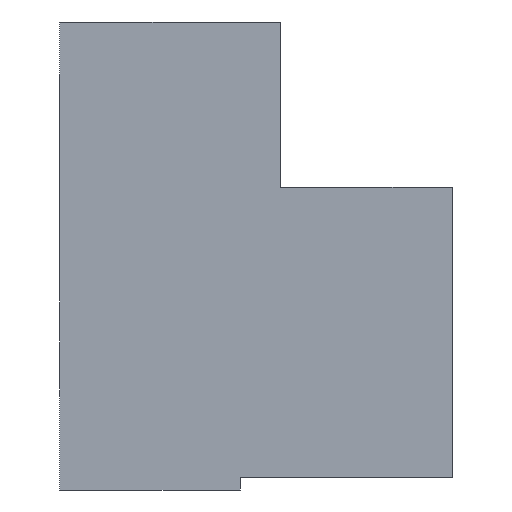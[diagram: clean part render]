
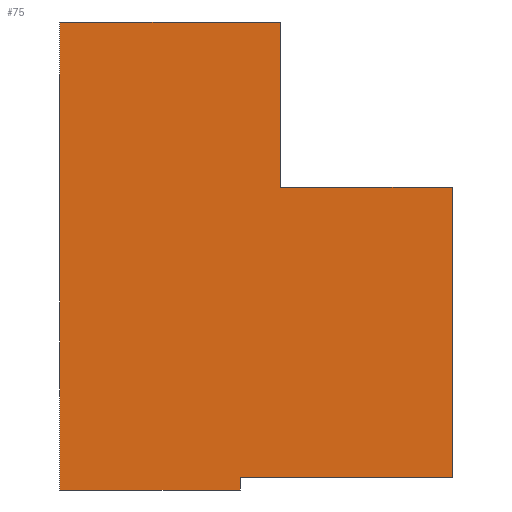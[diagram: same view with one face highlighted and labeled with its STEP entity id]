
A CAD part, front view. The second image highlights one B-rep face of the part: STEP entity #75.
In plain terms, the highlighted planar face has unit normal (0, -1, 0).
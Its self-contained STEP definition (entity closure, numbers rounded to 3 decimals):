
#75=ADVANCED_FACE('',(#97),#91,.T.);
#91=PLANE('',#358);
#97=FACE_OUTER_BOUND('',#114,.T.);
#114=EDGE_LOOP('',(#224,#225,#226,#227,#228,#229,#230,#231));
#133=LINE('',#457,#159);
#137=LINE('',#470,#163);
#141=LINE('',#478,#167);
#144=LINE('',#484,#170);
#147=LINE('',#492,#173);
#150=LINE('',#500,#176);
#153=LINE('',#506,#179);
#155=LINE('',#511,#181);
#159=VECTOR('',#376,1.);
#163=VECTOR('',#386,1.);
#167=VECTOR('',#392,1.);
#170=VECTOR('',#397,1.);
#173=VECTOR('',#404,1.);
#176=VECTOR('',#411,1.);
#179=VECTOR('',#418,1.);
#181=VECTOR('',#424,1.);
#224=ORIENTED_EDGE('',*,*,#293,.T.);
#225=ORIENTED_EDGE('',*,*,#297,.T.);
#226=ORIENTED_EDGE('',*,*,#300,.T.);
#227=ORIENTED_EDGE('',*,*,#304,.T.);
#228=ORIENTED_EDGE('',*,*,#308,.T.);
#229=ORIENTED_EDGE('',*,*,#312,.T.);
#230=ORIENTED_EDGE('',*,*,#287,.T.);
#231=ORIENTED_EDGE('',*,*,#315,.T.);
#260=VERTEX_POINT('',#456);
#261=VERTEX_POINT('',#458);
#266=VERTEX_POINT('',#469);
#267=VERTEX_POINT('',#471);
#269=VERTEX_POINT('',#477);
#271=VERTEX_POINT('',#483);
#274=VERTEX_POINT('',#491);
#277=VERTEX_POINT('',#499);
#287=EDGE_CURVE('',#261,#260,#133,.T.);
#293=EDGE_CURVE('',#267,#266,#137,.T.);
#297=EDGE_CURVE('',#266,#269,#141,.T.);
#300=EDGE_CURVE('',#269,#271,#144,.T.);
#304=EDGE_CURVE('',#271,#274,#147,.T.);
#308=EDGE_CURVE('',#274,#277,#150,.T.);
#312=EDGE_CURVE('',#277,#261,#153,.T.);
#315=EDGE_CURVE('',#260,#267,#155,.T.);
#358=AXIS2_PLACEMENT_3D('',#513,#427,#428);
#376=DIRECTION('',(0.,0.,1.));
#386=DIRECTION('',(0.,0.,-1.));
#392=DIRECTION('',(1.,0.,0.));
#397=DIRECTION('',(0.,0.,1.));
#404=DIRECTION('',(1.,0.,0.));
#411=DIRECTION('',(0.,0.,1.));
#418=DIRECTION('',(-1.,0.,0.));
#424=DIRECTION('',(-1.,0.,0.));
#427=DIRECTION('',(0.,-1.,0.));
#428=DIRECTION('',(1.,0.,0.));
#456=CARTESIAN_POINT('',(-12.56,-15.875,73.66));
#457=CARTESIAN_POINT('',(-12.56,-15.875,46.9));
#458=CARTESIAN_POINT('',(-12.56,-15.875,46.9));
#469=CARTESIAN_POINT('',(-48.26,-15.875,-2.032));
#470=CARTESIAN_POINT('',(-48.26,-15.875,73.66));
#471=CARTESIAN_POINT('',(-48.26,-15.875,73.66));
#477=CARTESIAN_POINT('',(-19.06,-15.875,-2.032));
#478=CARTESIAN_POINT('',(-48.26,-15.875,-2.032));
#483=CARTESIAN_POINT('',(-19.06,-15.875,0.));
#484=CARTESIAN_POINT('',(-19.06,-15.875,-2.032));
#491=CARTESIAN_POINT('',(15.24,-15.875,0.));
#492=CARTESIAN_POINT('',(-19.06,-15.875,0.));
#499=CARTESIAN_POINT('',(15.24,-15.875,46.9));
#500=CARTESIAN_POINT('',(15.24,-15.875,0.));
#506=CARTESIAN_POINT('',(15.24,-15.875,46.9));
#511=CARTESIAN_POINT('',(-12.56,-15.875,73.66));
#513=CARTESIAN_POINT('',(-48.26,-15.875,-2.032));
